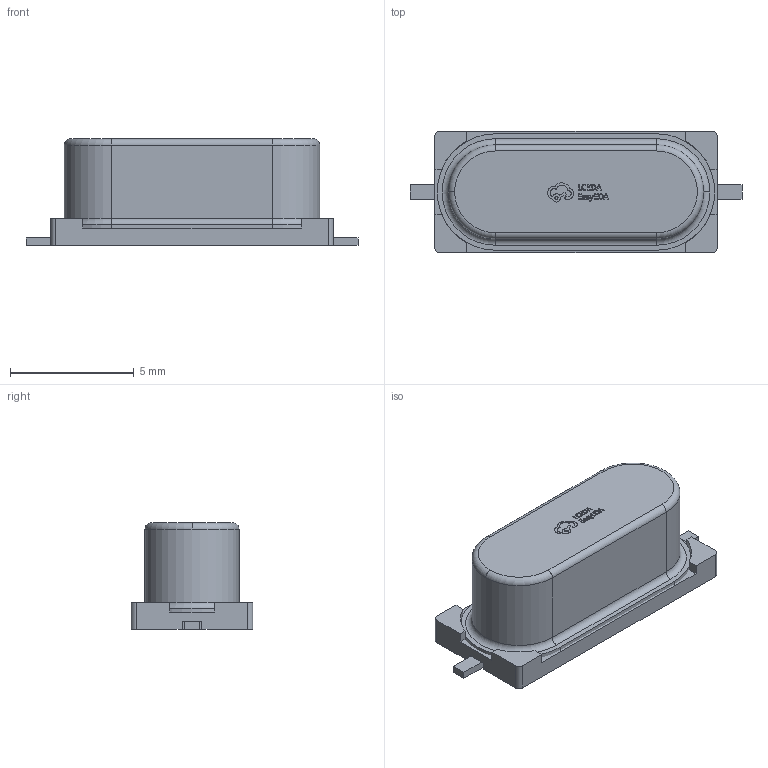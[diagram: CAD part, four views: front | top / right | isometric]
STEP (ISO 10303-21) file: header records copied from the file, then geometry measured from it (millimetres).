
FILE_DESCRIPTION (( 'STEP AP214' ), '1' );
FILE_NAME ('CRYSTAL-SMD_L11.4-W3.8-LS13.4_HC-49S-SMD.STEP', '2024-03-30T03:24:09', ( 'User' ), ( 'China' ), 'SwSTEP 2.0', 'SolidWorks 2020', '' );
FILE_SCHEMA (( 'AUTOMOTIVE_DESIGN' ));
Length unit declared in the file: millimetre
Products named in the file (1): CRYSTAL-SMD_L11.4-W3.8-LS13.4_HC-49S-SMD
Bounding box: 13.4 x 4.9 x 4.31 mm (x, y, z)
Volume: 177.1 mm3; surface area: 347.5 mm2
Topology: 2 solids, 2 shells, 301 faces, 822 edges, 545 vertices
Faces by surface type: plane 175, bspline 98, cylinder 22, torus 6
Entity records: 13331 total; most frequent: CARTESIAN_POINT 2975, ORIENTED_EDGE 1644, DIRECTION 1083, EDGE_CURVE 822, VECTOR 569, LINE 569, VERTEX_POINT 545, EDGE_LOOP 325
